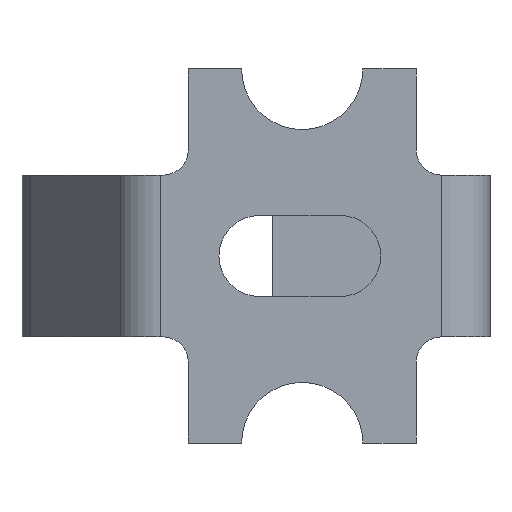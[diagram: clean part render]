
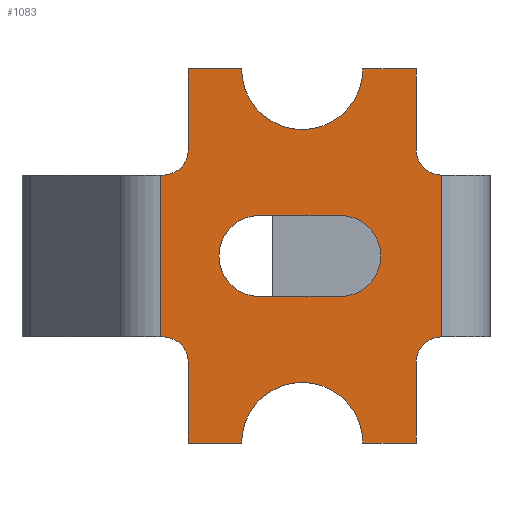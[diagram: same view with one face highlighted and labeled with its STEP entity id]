
A CAD part, front view. The second image highlights one B-rep face of the part: STEP entity #1083.
In plain terms, the highlighted planar face has unit normal (0, -1, 0).
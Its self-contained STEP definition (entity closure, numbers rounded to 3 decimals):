
#16=FACE_BOUND('',#131,.T.);
#61=FACE_OUTER_BOUND('',#130,.T.);
#130=EDGE_LOOP('',(#809,#810,#811,#812,#813,#814,#815,#816,#817,#818,#819,
#820,#821,#822,#823,#824,#825,#826));
#131=EDGE_LOOP('',(#827,#828,#829,#830));
#223=LINE('',#1743,#337);
#224=LINE('',#1747,#338);
#225=LINE('',#1749,#339);
#226=LINE('',#1753,#340);
#227=LINE('',#1755,#341);
#228=LINE('',#1757,#342);
#229=LINE('',#1761,#343);
#230=LINE('',#1763,#344);
#231=LINE('',#1767,#345);
#232=LINE('',#1768,#346);
#233=LINE('',#1769,#347);
#234=LINE('',#1773,#348);
#235=LINE('',#1775,#349);
#236=LINE('',#1779,#350);
#337=VECTOR('',#1400,0.8);
#338=VECTOR('',#1403,0.527);
#339=VECTOR('',#1404,0.8);
#340=VECTOR('',#1407,0.027);
#341=VECTOR('',#1408,1.6);
#342=VECTOR('',#1409,0.027);
#343=VECTOR('',#1412,0.8);
#344=VECTOR('',#1413,0.527);
#345=VECTOR('',#1416,0.527);
#346=VECTOR('',#1417,0.8);
#347=VECTOR('',#1418,1.6);
#348=VECTOR('',#1421,0.8);
#349=VECTOR('',#1422,0.527);
#350=VECTOR('',#1427,0.8);
#418=CIRCLE('',#1184,0.25);
#426=CIRCLE('',#1194,0.4);
#427=CIRCLE('',#1197,0.25);
#428=CIRCLE('',#1198,0.25);
#429=CIRCLE('',#1199,0.6);
#430=CIRCLE('',#1200,0.25);
#431=CIRCLE('',#1201,0.6);
#432=CIRCLE('',#1202,0.4);
#470=VERTEX_POINT('',#1677);
#472=VERTEX_POINT('',#1685);
#474=VERTEX_POINT('',#1691);
#494=VERTEX_POINT('',#1735);
#495=VERTEX_POINT('',#1737);
#496=VERTEX_POINT('',#1741);
#497=VERTEX_POINT('',#1745);
#498=VERTEX_POINT('',#1746);
#499=VERTEX_POINT('',#1748);
#500=VERTEX_POINT('',#1750);
#501=VERTEX_POINT('',#1752);
#502=VERTEX_POINT('',#1754);
#503=VERTEX_POINT('',#1756);
#504=VERTEX_POINT('',#1758);
#505=VERTEX_POINT('',#1760);
#506=VERTEX_POINT('',#1762);
#507=VERTEX_POINT('',#1764);
#508=VERTEX_POINT('',#1766);
#509=VERTEX_POINT('',#1770);
#510=VERTEX_POINT('',#1772);
#511=VERTEX_POINT('',#1774);
#512=VERTEX_POINT('',#1777);
#583=EDGE_CURVE('',#474,#472,#418,.T.);
#606=EDGE_CURVE('',#494,#495,#426,.T.);
#609=EDGE_CURVE('',#496,#494,#223,.T.);
#610=EDGE_CURVE('',#497,#498,#224,.T.);
#611=EDGE_CURVE('',#499,#497,#225,.T.);
#612=EDGE_CURVE('',#499,#500,#427,.T.);
#613=EDGE_CURVE('',#500,#501,#226,.T.);
#614=EDGE_CURVE('',#502,#501,#227,.T.);
#615=EDGE_CURVE('',#503,#502,#228,.T.);
#616=EDGE_CURVE('',#503,#504,#428,.T.);
#617=EDGE_CURVE('',#505,#504,#229,.T.);
#618=EDGE_CURVE('',#506,#505,#230,.T.);
#619=EDGE_CURVE('',#507,#506,#429,.T.);
#620=EDGE_CURVE('',#508,#507,#231,.T.);
#621=EDGE_CURVE('',#474,#508,#232,.T.);
#622=EDGE_CURVE('',#472,#470,#233,.T.);
#623=EDGE_CURVE('',#470,#509,#430,.T.);
#624=EDGE_CURVE('',#510,#509,#234,.T.);
#625=EDGE_CURVE('',#511,#510,#235,.T.);
#626=EDGE_CURVE('',#498,#511,#431,.T.);
#627=EDGE_CURVE('',#512,#496,#432,.T.);
#628=EDGE_CURVE('',#495,#512,#236,.T.);
#809=ORIENTED_EDGE('',*,*,#610,.F.);
#810=ORIENTED_EDGE('',*,*,#611,.F.);
#811=ORIENTED_EDGE('',*,*,#612,.T.);
#812=ORIENTED_EDGE('',*,*,#613,.T.);
#813=ORIENTED_EDGE('',*,*,#614,.F.);
#814=ORIENTED_EDGE('',*,*,#615,.F.);
#815=ORIENTED_EDGE('',*,*,#616,.T.);
#816=ORIENTED_EDGE('',*,*,#617,.F.);
#817=ORIENTED_EDGE('',*,*,#618,.F.);
#818=ORIENTED_EDGE('',*,*,#619,.F.);
#819=ORIENTED_EDGE('',*,*,#620,.F.);
#820=ORIENTED_EDGE('',*,*,#621,.F.);
#821=ORIENTED_EDGE('',*,*,#583,.T.);
#822=ORIENTED_EDGE('',*,*,#622,.T.);
#823=ORIENTED_EDGE('',*,*,#623,.T.);
#824=ORIENTED_EDGE('',*,*,#624,.F.);
#825=ORIENTED_EDGE('',*,*,#625,.F.);
#826=ORIENTED_EDGE('',*,*,#626,.F.);
#827=ORIENTED_EDGE('',*,*,#606,.F.);
#828=ORIENTED_EDGE('',*,*,#609,.F.);
#829=ORIENTED_EDGE('',*,*,#627,.F.);
#830=ORIENTED_EDGE('',*,*,#628,.F.);
#1030=PLANE('',#1196);
#1083=ADVANCED_FACE('',(#61,#16),#1030,.F.);
#1184=AXIS2_PLACEMENT_3D('',#1692,#1359,#1360);
#1194=AXIS2_PLACEMENT_3D('',#1738,#1394,#1395);
#1196=AXIS2_PLACEMENT_3D('',#1744,#1401,#1402);
#1197=AXIS2_PLACEMENT_3D('',#1751,#1405,#1406);
#1198=AXIS2_PLACEMENT_3D('',#1759,#1410,#1411);
#1199=AXIS2_PLACEMENT_3D('',#1765,#1414,#1415);
#1200=AXIS2_PLACEMENT_3D('',#1771,#1419,#1420);
#1201=AXIS2_PLACEMENT_3D('',#1776,#1423,#1424);
#1202=AXIS2_PLACEMENT_3D('',#1778,#1425,#1426);
#1359=DIRECTION('center_axis',(0.,1.,0.));
#1360=DIRECTION('ref_axis',(-1.,0.,0.));
#1394=DIRECTION('center_axis',(0.,-1.,0.));
#1395=DIRECTION('ref_axis',(0.,0.,1.));
#1400=DIRECTION('',(-1.,0.,0.));
#1401=DIRECTION('center_axis',(0.,1.,0.));
#1402=DIRECTION('ref_axis',(-1.,0.,0.));
#1403=DIRECTION('',(1.,0.,0.));
#1404=DIRECTION('',(0.,0.,1.));
#1405=DIRECTION('center_axis',(0.,1.,0.));
#1406=DIRECTION('ref_axis',(1.,0.,0.));
#1407=DIRECTION('',(-1.,0.,0.));
#1408=DIRECTION('',(0.,0.,1.));
#1409=DIRECTION('',(-1.,0.,0.));
#1410=DIRECTION('center_axis',(0.,1.,0.));
#1411=DIRECTION('ref_axis',(0.,0.,1.));
#1412=DIRECTION('',(0.,0.,1.));
#1413=DIRECTION('',(-1.,0.,0.));
#1414=DIRECTION('center_axis',(0.,-1.,0.));
#1415=DIRECTION('ref_axis',(1.,0.,0.));
#1416=DIRECTION('',(-1.,0.,0.));
#1417=DIRECTION('',(0.,0.,-1.));
#1418=DIRECTION('',(0.,0.,1.));
#1419=DIRECTION('center_axis',(0.,1.,0.));
#1420=DIRECTION('ref_axis',(0.,0.,-1.));
#1421=DIRECTION('',(0.,0.,-1.));
#1422=DIRECTION('',(1.,0.,0.));
#1423=DIRECTION('center_axis',(0.,-1.,0.));
#1424=DIRECTION('ref_axis',(-1.,0.,0.));
#1425=DIRECTION('center_axis',(0.,-1.,0.));
#1426=DIRECTION('ref_axis',(0.,0.,-1.));
#1427=DIRECTION('',(1.,0.,0.));
#1677=CARTESIAN_POINT('',(2.92,0.,0.8));
#1685=CARTESIAN_POINT('',(2.92,0.,-0.8));
#1691=CARTESIAN_POINT('',(2.67,0.,-1.05));
#1692=CARTESIAN_POINT('Origin',(2.92,0.,-1.05));
#1735=CARTESIAN_POINT('',(1.12,0.,0.4));
#1737=CARTESIAN_POINT('',(1.12,0.,-0.4));
#1738=CARTESIAN_POINT('Origin',(1.12,0.,0.));
#1741=CARTESIAN_POINT('',(1.92,0.,0.4));
#1743=CARTESIAN_POINT('',(1.92,0.,0.4));
#1744=CARTESIAN_POINT('Origin',(2.92,0.,-0.8));
#1745=CARTESIAN_POINT('',(0.416,0.,1.85));
#1746=CARTESIAN_POINT('',(0.943,0.,1.85));
#1747=CARTESIAN_POINT('',(0.416,0.,1.85));
#1748=CARTESIAN_POINT('',(0.416,0.,1.05));
#1749=CARTESIAN_POINT('',(0.416,0.,1.05));
#1750=CARTESIAN_POINT('',(0.166,0.,0.8));
#1751=CARTESIAN_POINT('Origin',(0.166,0.,1.05));
#1752=CARTESIAN_POINT('',(0.139,0.,0.8));
#1753=CARTESIAN_POINT('',(0.166,0.,0.8));
#1754=CARTESIAN_POINT('',(0.139,0.,-0.8));
#1755=CARTESIAN_POINT('',(0.139,0.,-0.8));
#1756=CARTESIAN_POINT('',(0.166,0.,-0.8));
#1757=CARTESIAN_POINT('',(0.166,0.,-0.8));
#1758=CARTESIAN_POINT('',(0.416,0.,-1.05));
#1759=CARTESIAN_POINT('Origin',(0.166,0.,-1.05));
#1760=CARTESIAN_POINT('',(0.416,0.,-1.85));
#1761=CARTESIAN_POINT('',(0.416,0.,-1.85));
#1762=CARTESIAN_POINT('',(0.943,0.,-1.85));
#1763=CARTESIAN_POINT('',(0.943,0.,-1.85));
#1764=CARTESIAN_POINT('',(2.143,0.,-1.85));
#1765=CARTESIAN_POINT('Origin',(1.543,0.,-1.85));
#1766=CARTESIAN_POINT('',(2.67,0.,-1.85));
#1767=CARTESIAN_POINT('',(2.67,0.,-1.85));
#1768=CARTESIAN_POINT('',(2.67,0.,-1.05));
#1769=CARTESIAN_POINT('',(2.92,0.,-0.8));
#1770=CARTESIAN_POINT('',(2.67,0.,1.05));
#1771=CARTESIAN_POINT('Origin',(2.92,0.,1.05));
#1772=CARTESIAN_POINT('',(2.67,0.,1.85));
#1773=CARTESIAN_POINT('',(2.67,0.,1.85));
#1774=CARTESIAN_POINT('',(2.143,0.,1.85));
#1775=CARTESIAN_POINT('',(2.143,0.,1.85));
#1776=CARTESIAN_POINT('Origin',(1.543,0.,1.85));
#1777=CARTESIAN_POINT('',(1.92,0.,-0.4));
#1778=CARTESIAN_POINT('Origin',(1.92,0.,0.));
#1779=CARTESIAN_POINT('',(1.12,0.,-0.4));
